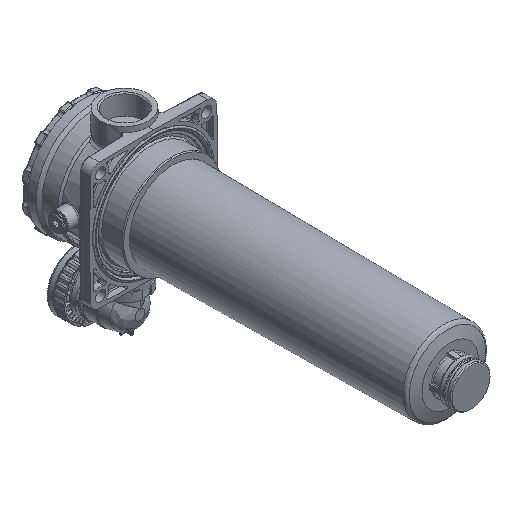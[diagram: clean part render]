
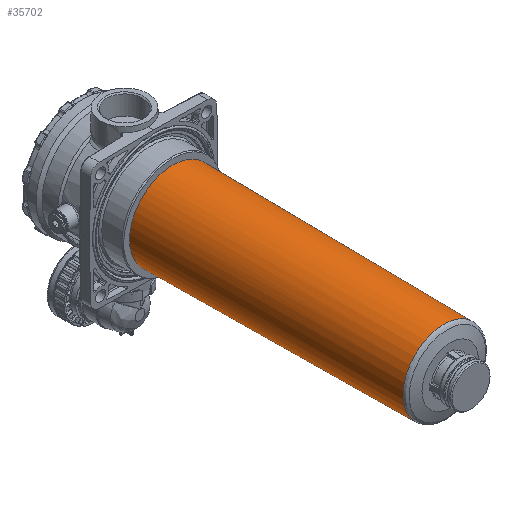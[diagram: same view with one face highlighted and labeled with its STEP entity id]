
A CAD part, isometric view. The second image highlights one B-rep face of the part: STEP entity #35702.
In plain terms, the highlighted free-form (B-spline) face has degree [2, 1] with [7, 2] control points.
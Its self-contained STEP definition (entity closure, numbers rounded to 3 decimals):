
#35592=CARTESIAN_POINT('V27',(45.012,
   -395.086,0.));
#35593=VERTEX_POINT('V27',#35592);
#35609=CARTESIAN_POINT('E48',(45.012,
   -395.086,0.));
#35610=CARTESIAN_POINT('E48',(45.012,
   -395.086,-2.852));
#35611=CARTESIAN_POINT('E48',(44.468,
   -395.086,-8.559));
#35612=CARTESIAN_POINT('E48',(42.05,
   -395.086,-16.807));
#35613=CARTESIAN_POINT('E48',(38.116,
   -395.086,-24.451));
#35614=CARTESIAN_POINT('E48',(32.871,
   -395.086,-31.134));
#35615=CARTESIAN_POINT('E48',(26.555,
   -395.086,-36.657));
#35616=CARTESIAN_POINT('E48',(18.422,
   -395.086,-41.481));
#35617=CARTESIAN_POINT('E48',(8.266,-395.086,
   -44.771));
#35618=CARTESIAN_POINT('E48',(-2.414,
   -395.086,-45.325));
#35619=CARTESIAN_POINT('E48',(-11.771,
   -395.086,-43.711));
#35620=CARTESIAN_POINT('E48',(-19.595,
   -395.086,-40.808));
#35621=CARTESIAN_POINT('E48',(-26.754,
   -395.086,-36.517));
#35622=CARTESIAN_POINT('E48',(-33.073,
   -395.086,-30.923));
#35623=CARTESIAN_POINT('E48',(-38.295,
   -395.086,-24.172));
#35624=CARTESIAN_POINT('E48',(-42.185,
   -395.086,-16.47));
#35625=CARTESIAN_POINT('E48',(-44.543,
   -395.086,-8.171));
#35626=CARTESIAN_POINT('E48',(-45.291,
   -395.086,0.509));
#35627=CARTESIAN_POINT('E48',(-44.347,
   -395.086,9.255));
#35628=CARTESIAN_POINT('E48',(-41.689,
   -395.086,17.729));
#35629=CARTESIAN_POINT('E48',(-37.429,
   -395.086,25.522));
#35630=CARTESIAN_POINT('E48',(-31.597,
   -395.086,32.494));
#35631=CARTESIAN_POINT('E48',(-24.306,
   -395.086,38.281));
#35632=CARTESIAN_POINT('E48',(-16.095,
   -395.086,42.354));
#35633=CARTESIAN_POINT('E48',(-7.593,
   -395.086,44.634));
#35634=CARTESIAN_POINT('E48',(0.836,-395.086,
   45.267));
#35635=CARTESIAN_POINT('E48',(9.235,-395.086,
   44.323));
#35636=CARTESIAN_POINT('E48',(16.742,
   -395.086,42.01));
#35637=CARTESIAN_POINT('E48',(23.214,
   -395.086,38.755));
#35638=CARTESIAN_POINT('E48',(28.651,
   -395.086,34.928));
#35639=CARTESIAN_POINT('E48',(33.467,
   -395.086,30.345));
#35640=CARTESIAN_POINT('E48',(37.558,
   -395.086,25.104));
#35641=CARTESIAN_POINT('E48',(40.836,
   -395.086,19.32));
#35642=CARTESIAN_POINT('E48',(43.229,
   -395.086,13.117));
#35643=CARTESIAN_POINT('E48',(44.686,
   -395.086,6.631));
#35644=CARTESIAN_POINT('E48',(45.012,
   -395.086,2.21));
#35645=CARTESIAN_POINT('E48',(45.012,
   -395.086,0.));
#35646=B_SPLINE_CURVE_WITH_KNOTS('E48',3,(#35609,#35610,#35611,
   #35612,#35613,#35614,#35615,#35616,#35617,#35618,#35619,#35620,
   #35621,#35622,#35623,#35624,#35625,#35626,#35627,#35628,#35629,
   #35630,#35631,#35632,#35633,#35634,#35635,#35636,#35637,#35638,
   #35639,#35640,#35641,#35642,#35643,#35644,#35645),.UNSPECIFIED.,
   .T.,.U.,(4,1,1,1,1,1,1,1,1,1,1,1,1,1,1,1,1,1,1,1,1,1,1,1,1,1,1,1,
   1,1,1,1,1,1,4),(2.0,3.499,4.997,
   6.496,7.995,9.44,
   10.885,12.942,14.998,
   16.454,17.909,19.364,
   20.82,22.324,23.828,
   25.332,26.836,28.384,
   29.931,31.479,33.027,
   34.684,36.341,37.815,
   39.289,40.762,42.236,
   43.397,44.559,45.72,
   46.881,48.042,49.204,
   50.365,51.526),.UNSPECIFIED.);
#35647=EDGE_CURVE('E48',#35593,#35593,#35646,.T.);
#35652=CARTESIAN_POINT('F25',(44.986,
   -398.128,0.));
#35653=CARTESIAN_POINT('F25',(44.986,
   -398.128,-77.917));
#35654=CARTESIAN_POINT('F25',(-22.493,
   -398.128,-38.959));
#35655=CARTESIAN_POINT('F25',(-89.971,
   -398.128,0.));
#35656=CARTESIAN_POINT('F25',(-22.493,
   -398.128,38.959));
#35657=CARTESIAN_POINT('F25',(44.986,
   -398.128,77.917));
#35658=CARTESIAN_POINT('F25',(44.986,
   -398.128,0.));
#35659=CARTESIAN_POINT('F25',(47.85,-69.9,
   0.));
#35660=CARTESIAN_POINT('F25',(47.85,-69.9,
   -82.879));
#35661=CARTESIAN_POINT('F25',(-23.925,
   -69.9,-41.439));
#35662=CARTESIAN_POINT('F25',(-95.7,
   -69.9,0.));
#35663=CARTESIAN_POINT('F25',(-23.925,
   -69.9,41.439));
#35664=CARTESIAN_POINT('F25',(47.85,-69.9,
   82.879));
#35665=CARTESIAN_POINT('F25',(47.85,-69.9,
   0.));
#35673=(BOUNDED_SURFACE()B_SPLINE_SURFACE(2,1,((#35652,#35659),(
   #35653,#35660),(#35654,#35661),(#35655,#35662),(#35656,
   #35663),(#35657,#35664),(#35658,#35665)),.CONICAL_SURF.,.T.,
   .F.,.U.)B_SPLINE_SURFACE_WITH_KNOTS((3,2,2,3),(2,2),(0.0,
   0.49,0.98,1.47),(0.0,1.0),
   .UNSPECIFIED.)GEOMETRIC_REPRESENTATION_ITEM()
   RATIONAL_B_SPLINE_SURFACE(((1.0,1.0),(0.5,
   0.5),(1.0,1.0),(0.5,
   0.5),(1.0,1.0),(0.5,
   0.5),(1.0,1.0)))REPRESENTATION_ITEM('F25')SURFACE(
   ));
#35674=CARTESIAN_POINT('V26',(47.614,-97.0,0.)
   );
#35675=VERTEX_POINT('V26',#35674);
#35676=CARTESIAN_POINT('E46',(47.614,-97.0,
   0.));
#35677=CARTESIAN_POINT('E46',(47.614,-97.0,
   -82.469));
#35678=CARTESIAN_POINT('E46',(-23.807,-97.0,
   -41.235));
#35679=CARTESIAN_POINT('E46',(-95.227,-97.0,
   0.));
#35680=CARTESIAN_POINT('E46',(-23.807,-97.0,
   41.235));
#35681=CARTESIAN_POINT('E46',(47.614,-97.0,
   82.469));
#35682=CARTESIAN_POINT('E46',(47.614,-97.0,
   0.));
#35690=(BOUNDED_CURVE()B_SPLINE_CURVE(2,(#35676,#35677,#35678,
   #35679,#35680,#35681,#35682),.CIRCULAR_ARC.,.T.,.U.)
   B_SPLINE_CURVE_WITH_KNOTS((3,2,2,3),(0.0,0.333,
   0.667,1.0),.UNSPECIFIED.)CURVE()
   GEOMETRIC_REPRESENTATION_ITEM()RATIONAL_B_SPLINE_CURVE((1.0,
   0.5,1.0,0.5,1.0,0.5,1.0)
   )REPRESENTATION_ITEM('E46'));
#35691=EDGE_CURVE('E46',#35675,#35675,#35690,.T.);
#35692=ORIENTED_EDGE('E46',*,*,#35691,.F.);
#35693=CARTESIAN_POINT('E47',(47.614,-97.0,0.0));
#35694=CARTESIAN_POINT('E47',(45.012,
   -395.086,0.0));
#35695=B_SPLINE_CURVE_WITH_KNOTS('E47',1,(#35693,#35694),
   .POLYLINE_FORM.,.F.,.U.,(2,2),(0.083,
   0.991),.UNSPECIFIED.);
#35696=EDGE_CURVE('E47',#35675,#35593,#35695,.T.);
#35697=ORIENTED_EDGE('E47',*,*,#35696,.T.);
#35698=ORIENTED_EDGE('F109',*,*,#35647,.T.);
#35699=ORIENTED_EDGE('E47',*,*,#35696,.F.);
#35700=EDGE_LOOP('F25',(#35692,#35697,#35698,#35699));
#35701=FACE_OUTER_BOUND('F25',#35700,.T.);
#35702=ADVANCED_FACE('F25',(#35701),#35673,.T.);
